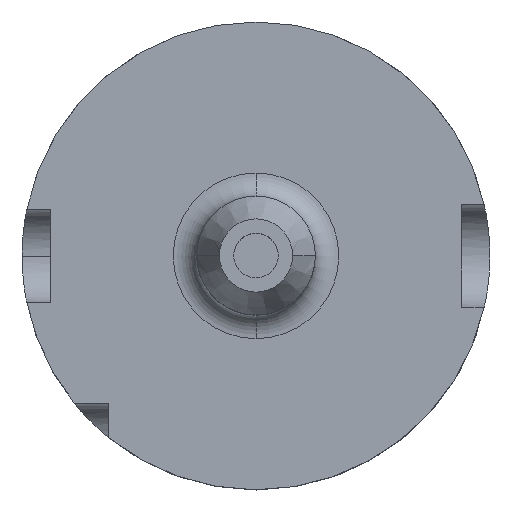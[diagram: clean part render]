
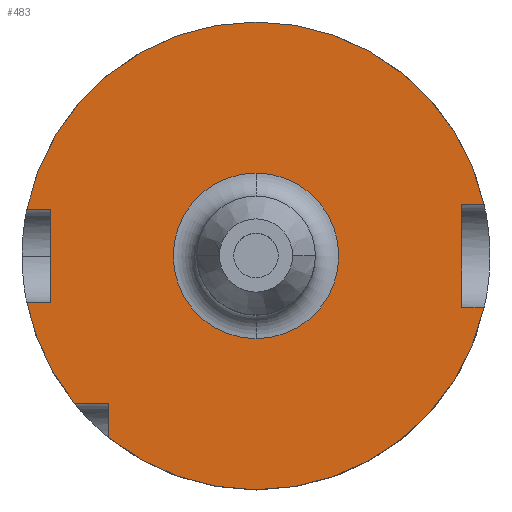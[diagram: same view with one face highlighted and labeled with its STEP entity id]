
A CAD part, top view. The second image highlights one B-rep face of the part: STEP entity #483.
In plain terms, the highlighted planar face has unit normal (0, 0, 1).
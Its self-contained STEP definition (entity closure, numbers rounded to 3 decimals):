
#44 = CIRCLE ( 'NONE', #2555, 17.7 ) ;
#52 = CARTESIAN_POINT ( 'NONE',  ( 0., 0., 29. ) ) ;
#55 = VERTEX_POINT ( 'NONE', #308 ) ;
#62 = CARTESIAN_POINT ( 'NONE',  ( 0., 50., 29. ) ) ;
#106 = FACE_OUTER_BOUND ( 'NONE', #2009, .T. ) ;
#109 = ORIENTED_EDGE ( 'NONE', *, *, #525, .T. ) ;
#118 = ORIENTED_EDGE ( 'NONE', *, *, #251, .F. ) ;
#145 = VERTEX_POINT ( 'NONE', #973 ) ;
#157 = DIRECTION ( 'NONE',  ( 0., 0., -1. ) ) ;
#168 = DIRECTION ( 'NONE',  ( 1., 0., 0. ) ) ;
#179 = CARTESIAN_POINT ( 'NONE',  ( 0., -11., 29. ) ) ;
#180 = CIRCLE ( 'NONE', #1916, 50. ) ;
#183 = VECTOR ( 'NONE', #2043, 1000. ) ;
#190 = CARTESIAN_POINT ( 'NONE',  ( 0., 0., 29. ) ) ;
#192 = VERTEX_POINT ( 'NONE', #1003 ) ;
#222 = VERTEX_POINT ( 'NONE', #541 ) ;
#251 = EDGE_CURVE ( 'NONE', #2457, #1325, #1245, .T. ) ;
#268 = AXIS2_PLACEMENT_3D ( 'NONE', #190, #1264, #1479 ) ;
#271 = ORIENTED_EDGE ( 'NONE', *, *, #1661, .F. ) ;
#295 = VERTEX_POINT ( 'NONE', #1504 ) ;
#308 = CARTESIAN_POINT ( 'NONE',  ( 0., -17.7, 29. ) ) ;
#312 = VERTEX_POINT ( 'NONE', #2791 ) ;
#323 = EDGE_CURVE ( 'NONE', #1482, #55, #1872, .T. ) ;
#343 = VECTOR ( 'NONE', #833, 1000. ) ;
#389 = CARTESIAN_POINT ( 'NONE',  ( 0., 11., 29. ) ) ;
#398 = ORIENTED_EDGE ( 'NONE', *, *, #1220, .F. ) ;
#423 = EDGE_LOOP ( 'NONE', ( #109, #585 ) ) ;
#439 = VECTOR ( 'NONE', #1326, 1000. ) ;
#445 = CIRCLE ( 'NONE', #1369, 50. ) ;
#464 = DIRECTION ( 'NONE',  ( 0., 1., 0. ) ) ;
#477 = EDGE_CURVE ( 'NONE', #1950, #312, #180, .T. ) ;
#483 = ADVANCED_FACE ( 'NONE', ( #1348, #106 ), #2683, .T. ) ;
#512 = DIRECTION ( 'NONE',  ( 0., 1., 0. ) ) ;
#525 = EDGE_CURVE ( 'NONE', #55, #1482, #44, .T. ) ;
#541 = CARTESIAN_POINT ( 'NONE',  ( 44., 11., 29. ) ) ;
#585 = ORIENTED_EDGE ( 'NONE', *, *, #323, .T. ) ;
#600 = DIRECTION ( 'NONE',  ( 0., 1., 0. ) ) ;
#602 = AXIS2_PLACEMENT_3D ( 'NONE', #1630, #2232, #1420 ) ;
#608 = CARTESIAN_POINT ( 'NONE',  ( 0., 0., 29. ) ) ;
#609 = LINE ( 'NONE', #389, #2397 ) ;
#613 = VECTOR ( 'NONE', #2738, 1000. ) ;
#647 = LINE ( 'NONE', #2465, #183 ) ;
#696 = DIRECTION ( 'NONE',  ( 0., 0., -1. ) ) ;
#760 = ORIENTED_EDGE ( 'NONE', *, *, #1797, .F. ) ;
#775 = EDGE_CURVE ( 'NONE', #2447, #145, #647, .T. ) ;
#833 = DIRECTION ( 'NONE',  ( 0., 1., 0. ) ) ;
#850 = VECTOR ( 'NONE', #1581, 1000. ) ;
#926 = LINE ( 'NONE', #2131, #343 ) ;
#973 = CARTESIAN_POINT ( 'NONE',  ( -48.99, 10., 29. ) ) ;
#1003 = CARTESIAN_POINT ( 'NONE',  ( 44., -11., 29. ) ) ;
#1033 = VECTOR ( 'NONE', #2782, 1000. ) ;
#1158 = DIRECTION ( 'NONE',  ( 0., 0., -1. ) ) ;
#1176 = EDGE_CURVE ( 'NONE', #295, #2457, #926, .T. ) ;
#1179 = CARTESIAN_POINT ( 'NONE',  ( 0., 0., 29. ) ) ;
#1196 = CARTESIAN_POINT ( 'NONE',  ( -44., -10., 29. ) ) ;
#1208 = LINE ( 'NONE', #2530, #613 ) ;
#1220 = EDGE_CURVE ( 'NONE', #145, #1950, #445, .T. ) ;
#1245 = LINE ( 'NONE', #2572, #1645 ) ;
#1260 = ORIENTED_EDGE ( 'NONE', *, *, #2678, .T. ) ;
#1264 = DIRECTION ( 'NONE',  ( 0., 0., -1. ) ) ;
#1325 = VERTEX_POINT ( 'NONE', #2450 ) ;
#1326 = DIRECTION ( 'NONE',  ( -1., 0., 0. ) ) ;
#1348 = FACE_BOUND ( 'NONE', #423, .T. ) ;
#1369 = AXIS2_PLACEMENT_3D ( 'NONE', #52, #696, #464 ) ;
#1420 = DIRECTION ( 'NONE',  ( 0., -1., 0. ) ) ;
#1479 = DIRECTION ( 'NONE',  ( 0., -1., 0. ) ) ;
#1482 = VERTEX_POINT ( 'NONE', #2221 ) ;
#1504 = CARTESIAN_POINT ( 'NONE',  ( -31.5, -38.83, 29. ) ) ;
#1575 = DIRECTION ( 'NONE',  ( 0., 0., -1. ) ) ;
#1581 = DIRECTION ( 'NONE',  ( 0., -1., 0. ) ) ;
#1603 = CARTESIAN_POINT ( 'NONE',  ( 0., 0., 29. ) ) ;
#1606 = LINE ( 'NONE', #1901, #1033 ) ;
#1630 = CARTESIAN_POINT ( 'NONE',  ( 0., 9.906, 29. ) ) ;
#1645 = VECTOR ( 'NONE', #2334, 1000. ) ;
#1661 = EDGE_CURVE ( 'NONE', #2574, #2360, #1208, .T. ) ;
#1667 = LINE ( 'NONE', #179, #439 ) ;
#1795 = EDGE_CURVE ( 'NONE', #2239, #295, #2716, .T. ) ;
#1797 = EDGE_CURVE ( 'NONE', #222, #192, #2266, .T. ) ;
#1808 = ORIENTED_EDGE ( 'NONE', *, *, #2529, .T. ) ;
#1855 = ORIENTED_EDGE ( 'NONE', *, *, #775, .F. ) ;
#1872 = CIRCLE ( 'NONE', #268, 17.7 ) ;
#1899 = CARTESIAN_POINT ( 'NONE',  ( 48.775, -11., 29. ) ) ;
#1901 = CARTESIAN_POINT ( 'NONE',  ( -44., -10., 29. ) ) ;
#1916 = AXIS2_PLACEMENT_3D ( 'NONE', #1179, #2242, #512 ) ;
#1950 = VERTEX_POINT ( 'NONE', #62 ) ;
#1987 = CARTESIAN_POINT ( 'NONE',  ( -31.5, -31.5, 29. ) ) ;
#2009 = EDGE_LOOP ( 'NONE', ( #118, #2247, #2015, #1260, #760, #1808, #2353, #398, #1855, #2148, #271, #2115 ) ) ;
#2015 = ORIENTED_EDGE ( 'NONE', *, *, #1795, .F. ) ;
#2043 = DIRECTION ( 'NONE',  ( -1., 0., 0. ) ) ;
#2054 = AXIS2_PLACEMENT_3D ( 'NONE', #2640, #1575, #2184 ) ;
#2115 = ORIENTED_EDGE ( 'NONE', *, *, #2211, .F. ) ;
#2131 = CARTESIAN_POINT ( 'NONE',  ( -31.5, 9.906, 29. ) ) ;
#2148 = ORIENTED_EDGE ( 'NONE', *, *, #2674, .T. ) ;
#2184 = DIRECTION ( 'NONE',  ( 0., 1., 0. ) ) ;
#2197 = CARTESIAN_POINT ( 'NONE',  ( 44., -11., 29. ) ) ;
#2211 = EDGE_CURVE ( 'NONE', #1325, #2574, #2788, .T. ) ;
#2221 = CARTESIAN_POINT ( 'NONE',  ( 0., 17.7, 29. ) ) ;
#2232 = DIRECTION ( 'NONE',  ( 0., 0., 1. ) ) ;
#2239 = VERTEX_POINT ( 'NONE', #1899 ) ;
#2242 = DIRECTION ( 'NONE',  ( 0., 0., -1. ) ) ;
#2247 = ORIENTED_EDGE ( 'NONE', *, *, #1176, .F. ) ;
#2266 = LINE ( 'NONE', #2197, #850 ) ;
#2334 = DIRECTION ( 'NONE',  ( -1., 0., 0. ) ) ;
#2353 = ORIENTED_EDGE ( 'NONE', *, *, #477, .F. ) ;
#2360 = VERTEX_POINT ( 'NONE', #1196 ) ;
#2397 = VECTOR ( 'NONE', #168, 1000. ) ;
#2426 = CARTESIAN_POINT ( 'NONE',  ( -44., 10., 29. ) ) ;
#2447 = VERTEX_POINT ( 'NONE', #2426 ) ;
#2450 = CARTESIAN_POINT ( 'NONE',  ( -38.83, -31.5, 29. ) ) ;
#2457 = VERTEX_POINT ( 'NONE', #1987 ) ;
#2465 = CARTESIAN_POINT ( 'NONE',  ( 0., 10., 29. ) ) ;
#2503 = CARTESIAN_POINT ( 'NONE',  ( -48.99, -10., 29. ) ) ;
#2529 = EDGE_CURVE ( 'NONE', #222, #312, #609, .T. ) ;
#2530 = CARTESIAN_POINT ( 'NONE',  ( 0., -10., 29. ) ) ;
#2555 = AXIS2_PLACEMENT_3D ( 'NONE', #1603, #1158, #2662 ) ;
#2564 = AXIS2_PLACEMENT_3D ( 'NONE', #608, #157, #600 ) ;
#2572 = CARTESIAN_POINT ( 'NONE',  ( 0., -31.5, 29. ) ) ;
#2574 = VERTEX_POINT ( 'NONE', #2503 ) ;
#2640 = CARTESIAN_POINT ( 'NONE',  ( 0., 0., 29. ) ) ;
#2662 = DIRECTION ( 'NONE',  ( 0., -1., 0. ) ) ;
#2674 = EDGE_CURVE ( 'NONE', #2447, #2360, #1606, .T. ) ;
#2678 = EDGE_CURVE ( 'NONE', #2239, #192, #1667, .T. ) ;
#2683 = PLANE ( 'NONE',  #602 ) ;
#2716 = CIRCLE ( 'NONE', #2054, 50. ) ;
#2738 = DIRECTION ( 'NONE',  ( 1., 0., 0. ) ) ;
#2782 = DIRECTION ( 'NONE',  ( 0., -1., 0. ) ) ;
#2788 = CIRCLE ( 'NONE', #2564, 50. ) ;
#2791 = CARTESIAN_POINT ( 'NONE',  ( 48.775, 11., 29. ) ) ;
